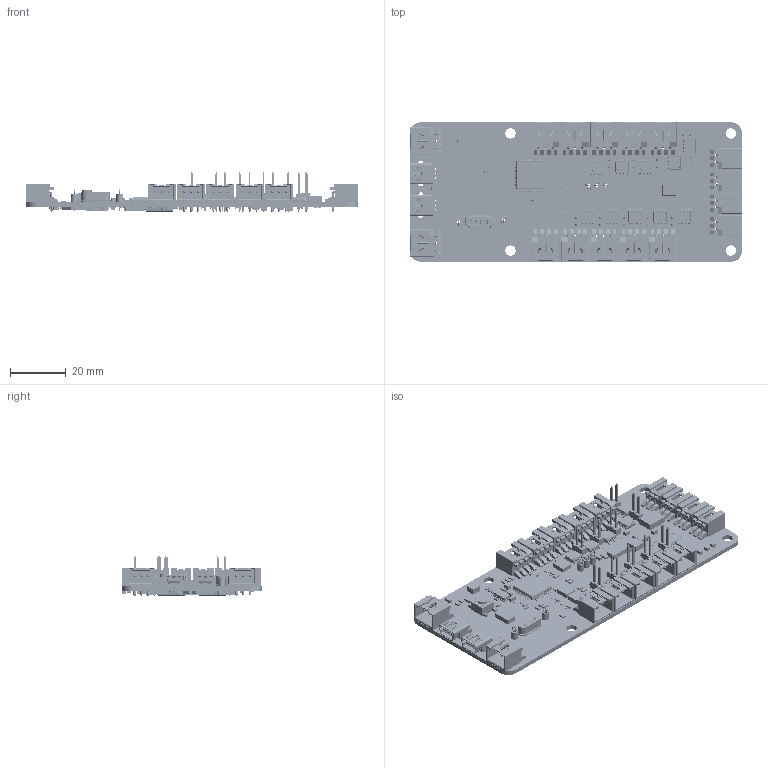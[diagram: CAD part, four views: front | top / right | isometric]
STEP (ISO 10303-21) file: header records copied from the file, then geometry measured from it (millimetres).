
FILE_DESCRIPTION(('Open CASCADE Model'),'2;1');
FILE_NAME('Open CASCADE Shape Model','2018-02-10T15:29:09',('Author'),( 'Open CASCADE'),'Open CASCADE STEP processor 6.5','Open CASCADE 6.5' ,'Unknown');
FILE_SCHEMA(('AUTOMOTIVE_DESIGN { 1 0 10303 214 1 1 1 1 }'));
Length unit declared in the file: millimetre
Products named in the file (371): PCB; Board; F1; -2146752720; Extruded; R7; 0402_SMD_Resistor; R10; 0603-RES; D6; 1453907872; R55; R54; R45; R44; D4; -2146785744; 1470848640; D3; D2; D1; U11; 1454319736; Open_CASCADE_STEP_translator_6.8_4.1; Body; Open_CASCADE_STEP_translator_6.8_4.2.1; Leader; L3; 1470846208; C38; 1470842880; 1453904928; C37; -2146752336; 1470849536; C36; C35; 1470844544; 1470844672; C34 ...
Assembly tree (633 placements, depth 5):
  PCB
    Board
    F1
      -2146752720
        Extruded
    R7
      0402_SMD_Resistor
    R10
      0603-RES
    D6
      1453907872
        Extruded
    R55
      0402_SMD_Resistor
    R54
      0402_SMD_Resistor
    R45
      0402_SMD_Resistor
    R44
      0402_SMD_Resistor
    D4
      -2146785744
        Extruded
      1470848640
        Extruded
    D3
      -2146785744
        Extruded
      1470848640
        Extruded
    D2
      1470848640
        Extruded
      -2146785744
        Extruded
    D1
      -2146785744
        Extruded
      1470848640
        Extruded
    U11
      1454319736
        Open_CASCADE_STEP_translator_6.8_4.1
        Body
          Open_CASCADE_STEP_translator_6.8_4.2.1
        Leader  x8
    L3
      1470846208
        Extruded
    C38
      1470842880
        Extruded
      1453904928  x2
        Extruded
    C37
      -2146752336
        Extruded
      1470849536  x2
        Extruded
    C36
Bounding box: 119 x 50 x 14.22 mm (x, y, z)
Volume: 16978.4 mm3; surface area: 32404.6 mm2
Topology: 376 solids, 377 shells, 18117 faces, 45339 edges, 27993 vertices
Faces by surface type: plane 11034, cylinder 4154, bspline 1928, sphere 594, torus 220, cone 184, extrusion 3
Full cylindrical faces by diameter (mm): 0.5 x5, 0.55 x2, 0.7 x10, 0.762 x12, 1 x32, 1.016 x5, 1.02 x20, 1.9 x2, 1.92 x2, 3.5 x1, 3.7 x4
Entity records: 245930 total; most frequent: CARTESIAN_POINT 80376, DIRECTION 26786, VECTOR 16425, LINE 16424, ORIENTED_EDGE 15251, PCURVE 15249, DEFINITIONAL_REPRESENTATION 15249, EDGE_CURVE 7625
